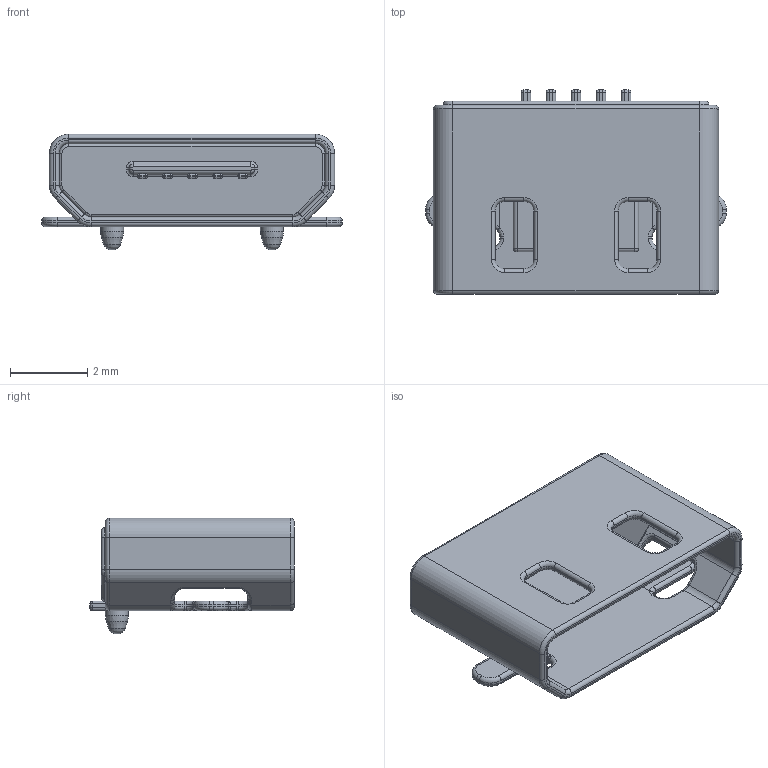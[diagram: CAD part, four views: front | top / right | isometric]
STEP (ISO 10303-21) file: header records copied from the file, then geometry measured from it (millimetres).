
FILE_DESCRIPTION(('FreeCAD Model'),'2;1');
FILE_NAME('Open CASCADE Shape Model','2023-08-11T17:17:39',(''),(''), 'Open CASCADE STEP processor 7.6','FreeCAD','Unknown');
FILE_SCHEMA(('AUTOMOTIVE_DESIGN { 1 0 10303 214 1 1 1 1 }'));
Length unit declared in the file: millimetre
Products named in the file (7): Unnamed; Shield; Housing; Terminals; Terminals_Single; Contacts; Contacts_Single
Assembly tree (14 placements, depth 3):
  Unnamed
    Shield
    Housing
    Terminals
      Terminals_Single  x5
    Contacts
      Contacts_Single  x5
Bounding box: 7.8 x 5.3 x 3 mm (x, y, z)
Volume: 45 mm3; surface area: 242.6 mm2
Topology: 12 solids, 12 shells, 610 faces, 1374 edges, 706 vertices
Faces by surface type: cylinder 284, plane 120, torus 96, sphere 80, bspline 22, revolution 6, cone 2
Full cylindrical faces by diameter (mm): 0.6 x2
Entity records: 23649 total; most frequent: CARTESIAN_POINT 7139, DIRECTION 2594, ORIENTED_EDGE 1820, PCURVE 1820, DEFINITIONAL_REPRESENTATION 1820, B_SPLINE_CURVE_WITH_KNOTS 1253, EDGE_CURVE 910, SURFACE_CURVE 902
